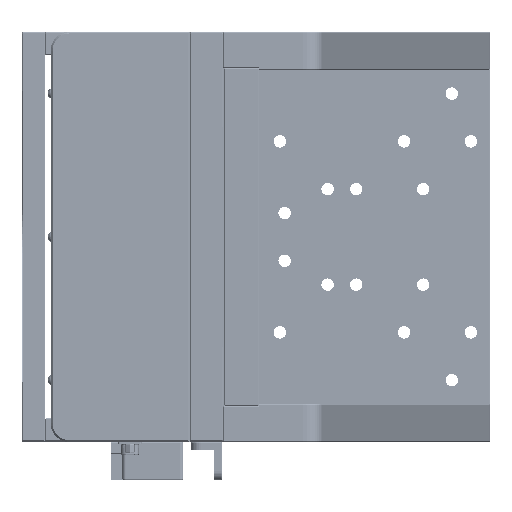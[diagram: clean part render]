
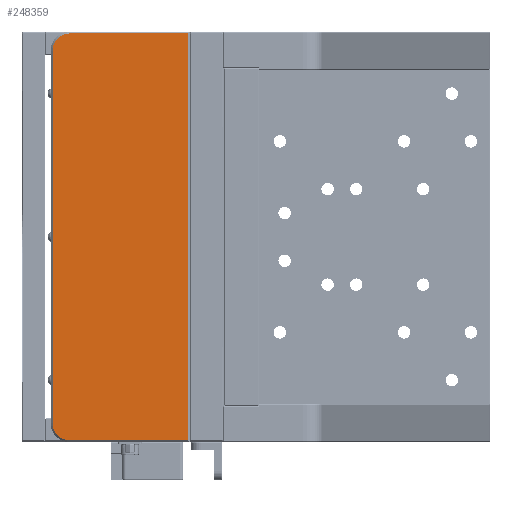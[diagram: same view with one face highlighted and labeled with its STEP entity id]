
A CAD part, left-side view. The second image highlights one B-rep face of the part: STEP entity #248359.
In plain terms, the highlighted planar face has unit normal (-1, 0, 0).
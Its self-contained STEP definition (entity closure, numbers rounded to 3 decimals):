
#7333 = VECTOR ( 'NONE', #45394, 1000. ) ;
#10151 = CARTESIAN_POINT ( 'NONE',  ( -464.512, 18., -214. ) ) ;
#10865 = VECTOR ( 'NONE', #103482, 1000. ) ;
#13793 = LINE ( 'NONE', #86549, #7333 ) ;
#22653 = DIRECTION ( 'NONE',  ( 0., 0., 1. ) ) ;
#24097 = DIRECTION ( 'NONE',  ( 0., 0., -1. ) ) ;
#27547 = LINE ( 'NONE', #119505, #213451 ) ;
#29765 = DIRECTION ( 'NONE',  ( -1., 0., 0. ) ) ;
#41760 = CARTESIAN_POINT ( 'NONE',  ( -464.512, 53.5, -107.5 ) ) ;
#44359 = VERTEX_POINT ( 'NONE', #177746 ) ;
#45394 = DIRECTION ( 'NONE',  ( 0., 1., 0. ) ) ;
#64828 = VERTEX_POINT ( 'NONE', #177460 ) ;
#65900 = ORIENTED_EDGE ( 'NONE', *, *, #162215, .T. ) ;
#71277 = CIRCLE ( 'NONE', #100037, 9. ) ;
#74653 = DIRECTION ( 'NONE',  ( 0., 0., 1. ) ) ;
#75404 = VECTOR ( 'NONE', #24097, 1000. ) ;
#78008 = AXIS2_PLACEMENT_3D ( 'NONE', #179331, #178442, #74653 ) ;
#86453 = CARTESIAN_POINT ( 'NONE',  ( -464.512, 89., -10. ) ) ;
#86549 = CARTESIAN_POINT ( 'NONE',  ( -464.512, 53.5, -1. ) ) ;
#91504 = EDGE_CURVE ( 'NONE', #121067, #64828, #27547, .T. ) ;
#100037 = AXIS2_PLACEMENT_3D ( 'NONE', #152796, #29765, #235853 ) ;
#102968 = VERTEX_POINT ( 'NONE', #189398 ) ;
#103482 = DIRECTION ( 'NONE',  ( 0., -1., 0. ) ) ;
#103574 = EDGE_CURVE ( 'NONE', #216116, #102968, #189576, .T. ) ;
#105868 = AXIS2_PLACEMENT_3D ( 'NONE', #41760, #106650, #22653 ) ;
#106650 = DIRECTION ( 'NONE',  ( 1., 0., 0. ) ) ;
#112048 = EDGE_CURVE ( 'NONE', #64828, #173297, #13793, .T. ) ;
#119505 = CARTESIAN_POINT ( 'NONE',  ( -464.512, 18., -107.5 ) ) ;
#120418 = DIRECTION ( 'NONE',  ( 0., 0., 1. ) ) ;
#121067 = VERTEX_POINT ( 'NONE', #10151 ) ;
#148896 = CARTESIAN_POINT ( 'NONE',  ( -464.512, 89., -107.5 ) ) ;
#152796 = CARTESIAN_POINT ( 'NONE',  ( -464.512, 80., -10. ) ) ;
#162215 = EDGE_CURVE ( 'NONE', #173297, #216116, #71277, .T. ) ;
#163508 = EDGE_CURVE ( 'NONE', #44359, #121067, #177170, .T. ) ;
#165373 = CARTESIAN_POINT ( 'NONE',  ( -464.512, 53.5, -214. ) ) ;
#173297 = VERTEX_POINT ( 'NONE', #209813 ) ;
#175201 = CIRCLE ( 'NONE', #78008, 9. ) ;
#177170 = LINE ( 'NONE', #165373, #10865 ) ;
#177460 = CARTESIAN_POINT ( 'NONE',  ( -464.512, 18., -1. ) ) ;
#177746 = CARTESIAN_POINT ( 'NONE',  ( -464.512, 80., -214. ) ) ;
#178442 = DIRECTION ( 'NONE',  ( -1., 0., 0. ) ) ;
#179331 = CARTESIAN_POINT ( 'NONE',  ( -464.512, 80., -205. ) ) ;
#189398 = CARTESIAN_POINT ( 'NONE',  ( -464.512, 89., -205. ) ) ;
#189576 = LINE ( 'NONE', #148896, #75404 ) ;
#190589 = FACE_OUTER_BOUND ( 'NONE', #213581, .T. ) ;
#208042 = EDGE_CURVE ( 'NONE', #102968, #44359, #175201, .T. ) ;
#209813 = CARTESIAN_POINT ( 'NONE',  ( -464.512, 80., -1. ) ) ;
#213451 = VECTOR ( 'NONE', #120418, 1000. ) ;
#213581 = EDGE_LOOP ( 'NONE', ( #215340, #248202, #254960, #65900, #224452, #225114 ) ) ;
#215340 = ORIENTED_EDGE ( 'NONE', *, *, #163508, .T. ) ;
#216116 = VERTEX_POINT ( 'NONE', #86453 ) ;
#224452 = ORIENTED_EDGE ( 'NONE', *, *, #103574, .T. ) ;
#225114 = ORIENTED_EDGE ( 'NONE', *, *, #208042, .T. ) ;
#231368 = PLANE ( 'NONE',  #105868 ) ;
#235853 = DIRECTION ( 'NONE',  ( 0., 0., 1. ) ) ;
#248202 = ORIENTED_EDGE ( 'NONE', *, *, #91504, .T. ) ;
#248359 = ADVANCED_FACE ( 'NONE', ( #190589 ), #231368, .F. ) ;
#254960 = ORIENTED_EDGE ( 'NONE', *, *, #112048, .T. ) ;
